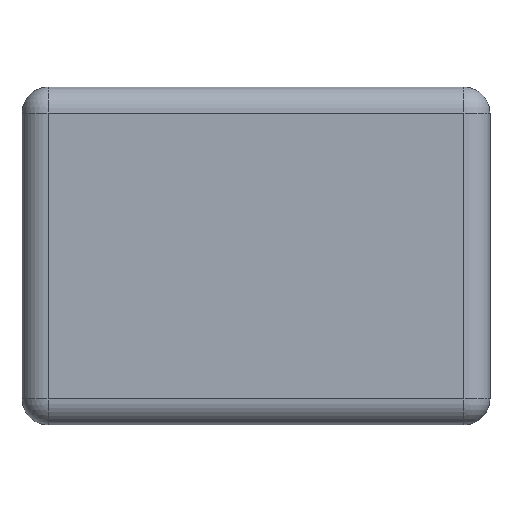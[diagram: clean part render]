
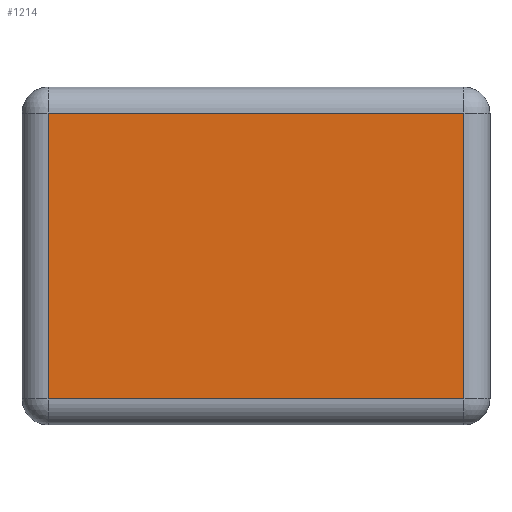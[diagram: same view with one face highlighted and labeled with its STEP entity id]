
A CAD part, left-side view. The second image highlights one B-rep face of the part: STEP entity #1214.
In plain terms, the highlighted planar face has unit normal (-1, 0, 0).
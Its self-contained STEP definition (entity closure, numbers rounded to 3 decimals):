
#834=CARTESIAN_POINT('',(-1.7,-0.8,1.2));
#835=VERTEX_POINT('',#834);
#867=CARTESIAN_POINT('',(-1.7,0.8,1.2));
#868=VERTEX_POINT('',#867);
#903=CARTESIAN_POINT('',(-1.7,0.8,1.2));
#904=DIRECTION('',(0.0,-1.0,0.0));
#905=VECTOR('',#904,1.6);
#906=LINE('',#903,#905);
#907=EDGE_CURVE('',#868,#835,#906,.T.);
#1171=CARTESIAN_POINT('',(-1.7,-0.8,0.1));
#1172=VERTEX_POINT('',#1171);
#1182=CARTESIAN_POINT('',(-1.7,-0.8,1.2));
#1183=DIRECTION('',(0.0,0.0,-1.0));
#1184=VECTOR('',#1183,1.1);
#1185=LINE('',#1182,#1184);
#1186=EDGE_CURVE('',#835,#1172,#1185,.T.);
#1191=CARTESIAN_POINT('',(-1.7,-0.9,0.0));
#1192=DIRECTION('',(-1.0,0.0,0.0));
#1193=DIRECTION('',(0.0,0.0,1.0));
#1194=AXIS2_PLACEMENT_3D('',#1191,#1192,#1193);
#1195=PLANE('',#1194);
#1196=CARTESIAN_POINT('',(-1.7,0.8,0.1));
#1197=VERTEX_POINT('',#1196);
#1198=CARTESIAN_POINT('',(-1.7,0.8,0.1));
#1199=DIRECTION('',(0.0,0.0,1.0));
#1200=VECTOR('',#1199,1.1);
#1201=LINE('',#1198,#1200);
#1202=EDGE_CURVE('',#1197,#868,#1201,.T.);
#1203=ORIENTED_EDGE('',*,*,#1202,.F.);
#1204=CARTESIAN_POINT('',(-1.7,-0.8,0.1));
#1205=DIRECTION('',(0.0,1.0,0.0));
#1206=VECTOR('',#1205,1.6);
#1207=LINE('',#1204,#1206);
#1208=EDGE_CURVE('',#1172,#1197,#1207,.T.);
#1209=ORIENTED_EDGE('',*,*,#1208,.F.);
#1210=ORIENTED_EDGE('',*,*,#1186,.F.);
#1211=ORIENTED_EDGE('',*,*,#907,.F.);
#1212=EDGE_LOOP('',(#1203,#1209,#1210,#1211));
#1213=FACE_OUTER_BOUND('',#1212,.T.);
#1214=ADVANCED_FACE('',(#1213),#1195,.T.);
